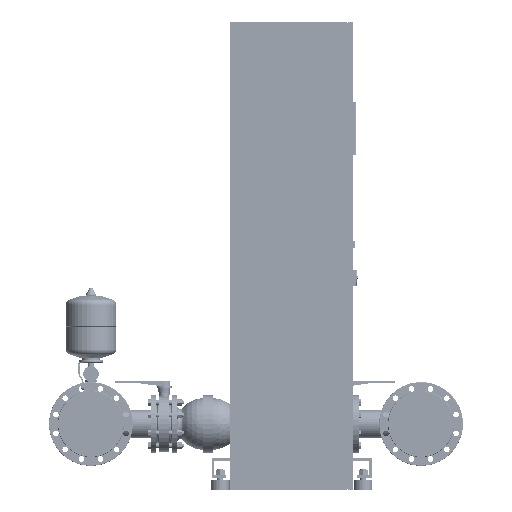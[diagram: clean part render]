
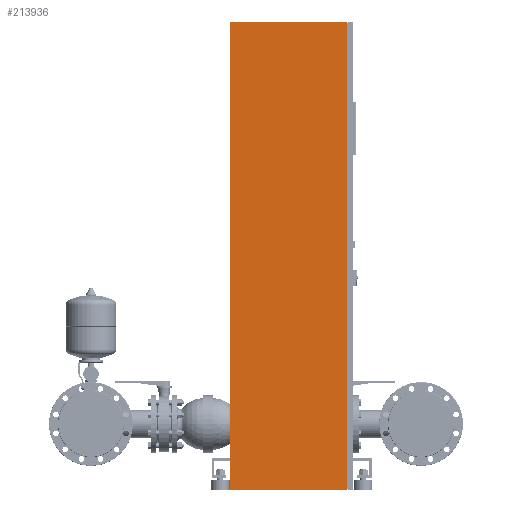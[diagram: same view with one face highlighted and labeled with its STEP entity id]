
A CAD part, left-side view. The second image highlights one B-rep face of the part: STEP entity #213936.
In plain terms, the highlighted planar face has unit normal (-1, 0, 0).
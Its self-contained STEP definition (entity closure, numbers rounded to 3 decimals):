
#213897=CARTESIAN_POINT('',(-1950.0,250.0,0.0));
#213898=DIRECTION('',(-1.0,0.0,0.0));
#213899=DIRECTION('',(0.0,-1.0,0.0));
#213900=AXIS2_PLACEMENT_3D('',#213897,#213898,#213899);
#213901=PLANE('',#213900);
#213902=CARTESIAN_POINT('',(-1950.0,-225.0,0.));
#213903=VERTEX_POINT('',#213902);
#213904=CARTESIAN_POINT('',(-1950.,-225.,1900.));
#213905=VERTEX_POINT('',#213904);
#213906=CARTESIAN_POINT('',(-1950.0,-225.0,0.));
#213907=DIRECTION('',(0.0,0.0,1.0));
#213908=VECTOR('',#213907,1900.);
#213909=LINE('',#213906,#213908);
#213910=EDGE_CURVE('',#213903,#213905,#213909,.T.);
#213911=ORIENTED_EDGE('',*,*,#213910,.T.);
#213912=CARTESIAN_POINT('',(-1950.,250.,1900.));
#213913=VERTEX_POINT('',#213912);
#213914=CARTESIAN_POINT('',(-1950.,250.,1900.));
#213915=DIRECTION('',(0.0,-1.0,0.0));
#213916=VECTOR('',#213915,475.0);
#213917=LINE('',#213914,#213916);
#213918=EDGE_CURVE('',#213913,#213905,#213917,.T.);
#213919=ORIENTED_EDGE('',*,*,#213918,.F.);
#213920=CARTESIAN_POINT('',(-1950.0,250.0,0.0));
#213921=VERTEX_POINT('',#213920);
#213922=CARTESIAN_POINT('',(-1950.,250.,1900.));
#213923=DIRECTION('',(0.0,0.0,-1.0));
#213924=VECTOR('',#213923,1900.);
#213925=LINE('',#213922,#213924);
#213926=EDGE_CURVE('',#213913,#213921,#213925,.T.);
#213927=ORIENTED_EDGE('',*,*,#213926,.T.);
#213928=CARTESIAN_POINT('',(-1950.0,250.0,0.0));
#213929=DIRECTION('',(0.0,-1.0,0.0));
#213930=VECTOR('',#213929,475.0);
#213931=LINE('',#213928,#213930);
#213932=EDGE_CURVE('',#213921,#213903,#213931,.T.);
#213933=ORIENTED_EDGE('',*,*,#213932,.T.);
#213934=EDGE_LOOP('',(#213911,#213919,#213927,#213933));
#213935=FACE_OUTER_BOUND('',#213934,.T.);
#213936=ADVANCED_FACE('',(#213935),#213901,.T.);
